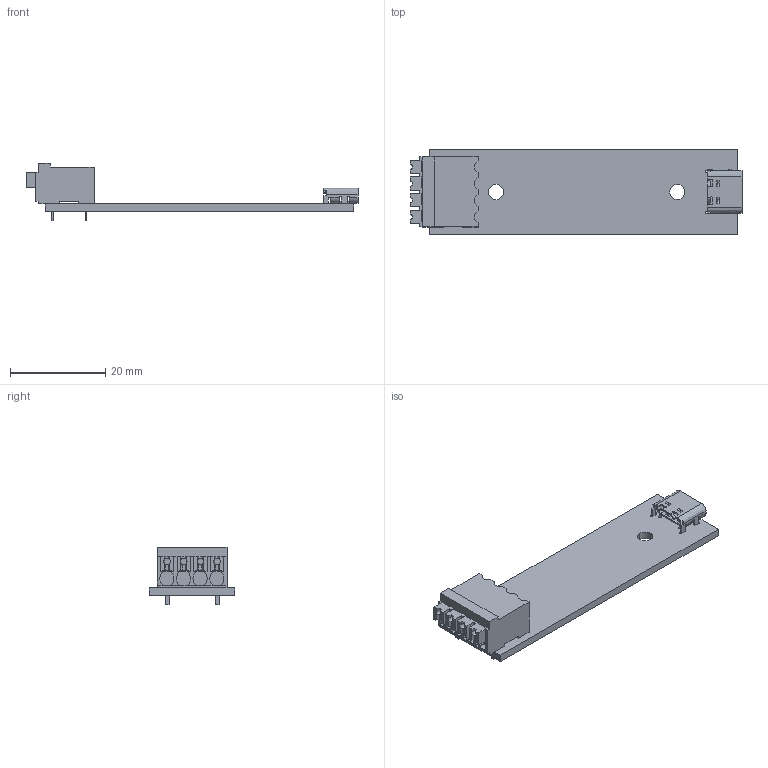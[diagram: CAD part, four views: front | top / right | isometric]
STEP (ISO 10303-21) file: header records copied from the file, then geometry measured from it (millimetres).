
FILE_DESCRIPTION(/* description */ ('STEP AP242','CAx-IF Rec.Pracs.---Representation and Presentation of Product Manufacturing Information (PMI)---4.0---2014-10-13','CAx-IF Rec.Pracs.---3D Tessellated Geometry---0.4---2014-09-14','2;1'),/* implementation_level */ '2;1');
FILE_NAME(/* name */ 'SIMPLIFIED-ZINC-V',/* time_stamp */ '2024-09-14T05:49:48Z');
FILE_SCHEMA (('AP242_MANAGED_MODEL_BASED_3D_ENGINEERING_MIM_LF { 1 0 10303 442 1 1 4 }'));
Length unit declared in the file: metre
Products named in the file (1): Simplified Zinc-V PCBA
Bounding box: 69.73 x 18 x 12 mm (x, y, z)
Volume: 3181.7 mm3; surface area: 4097.9 mm2
Topology: 1 solids, 1 shells, 494 faces, 1526 edges, 1014 vertices
Faces by surface type: bspline 494
Entity records: 19182 total; most frequent: CARTESIAN_POINT 5323, ORIENTED_EDGE 3052, DIRECTION 1844, EDGE_CURVE 1526, LINE 1118, VECTOR 1118, VERTEX_POINT 1014, EDGE_LOOP 548
